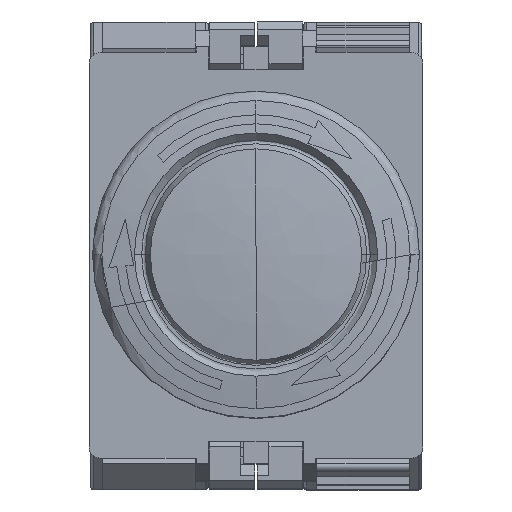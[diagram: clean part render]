
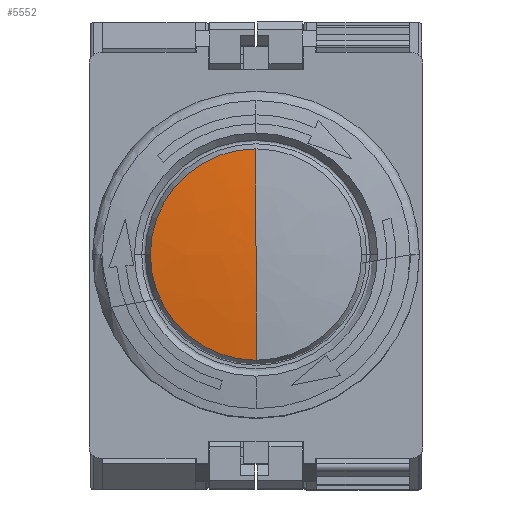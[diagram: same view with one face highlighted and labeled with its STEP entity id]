
A CAD part, top view. The second image highlights one B-rep face of the part: STEP entity #5552.
In plain terms, the highlighted free-form (B-spline) face has degree [3, 3] with [4, 4] control points.
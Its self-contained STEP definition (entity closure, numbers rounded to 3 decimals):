
#103 = VERTEX_POINT ( 'NONE', #7414 ) ;
#1025 = CARTESIAN_POINT ( 'NONE',  ( 0., 0., 0. ) ) ;
#1680 = CIRCLE ( 'NONE', #18235, 80. ) ;
#2619 = EDGE_LOOP ( 'NONE', ( #4885, #5257, #5690, #3169 ) ) ;
#2669 = CIRCLE ( 'NONE', #19246, 80. ) ;
#3169 = ORIENTED_EDGE ( 'NONE', *, *, #18843, .T. ) ;
#3235 = CARTESIAN_POINT ( 'NONE',  ( -6.269, 3.134, 0. ) ) ;
#4885 = ORIENTED_EDGE ( 'NONE', *, *, #19076, .T. ) ;
#5257 = ORIENTED_EDGE ( 'NONE', *, *, #11992, .T. ) ;
#5466 = CARTESIAN_POINT ( 'NONE',  ( -12.526, -6.263, -0.184 ) ) ;
#5552 = ADVANCED_FACE ( 'NONE', ( #21188 ), #14772, .F. ) ;
#5690 = ORIENTED_EDGE ( 'NONE', *, *, #24762, .F. ) ;
#5704 = DIRECTION ( 'NONE',  ( -1., 0., 0. ) ) ;
#7414 = CARTESIAN_POINT ( 'NONE',  ( 0., -9.376, -0.551 ) ) ;
#7682 = CARTESIAN_POINT ( 'NONE',  ( 0., -9.376, -0.551 ) ) ;
#8538 = DIRECTION ( 'NONE',  ( 1., 0., 0. ) ) ;
#9162 = CARTESIAN_POINT ( 'NONE',  ( 0., 0., -0.551 ) ) ;
#9898 = CARTESIAN_POINT ( 'NONE',  ( 0., 9.376, -0.551 ) ) ;
#9969 = CARTESIAN_POINT ( 'NONE',  ( 0., 0., -0.551 ) ) ;
#10041 = CARTESIAN_POINT ( 'NONE',  ( 0., 0., 0. ) ) ;
#10984 = CIRCLE ( 'NONE', #27568, 9.376 ) ;
#11992 = EDGE_CURVE ( 'NONE', #103, #25399, #1680, .T. ) ;
#12269 = CARTESIAN_POINT ( 'NONE',  ( -6.269, -3.134, 0. ) ) ;
#12902 = AXIS2_PLACEMENT_3D ( 'NONE', #9162, #18230, #27271 ) ;
#14505 = CARTESIAN_POINT ( 'NONE',  ( 0., -6.263, -0.184 ) ) ;
#14745 = DIRECTION ( 'NONE',  ( 0., 0., -1. ) ) ;
#14772 =( BOUNDED_SURFACE ( )  B_SPLINE_SURFACE ( 3, 3, ( 
 ( #9898, #18957, #27996, #7682 ),
 ( #16731, #25776, #5466, #14505 ),
 ( #23556, #3235, #12269, #21326 ),
 ( #1025, #10041, #19104, #28139 ) ),
 .UNSPECIFIED., .F., .F., .F. ) 
 B_SPLINE_SURFACE_WITH_KNOTS ( ( 4, 4 ),
 ( 4, 4 ),
 ( 0., 1. ),
 ( 0., 1. ),
 .UNSPECIFIED. ) 
 GEOMETRIC_REPRESENTATION_ITEM ( )  RATIONAL_B_SPLINE_SURFACE ( (
 ( 1., 0.333, 0.333, 1.),
 ( 0.999, 0.333, 0.333, 0.999),
 ( 0.999, 0.333, 0.333, 0.999),
 ( 1., 0.333, 0.333, 1.) ) ) 
 REPRESENTATION_ITEM ( '' )  SURFACE ( )  );
#16731 = CARTESIAN_POINT ( 'NONE',  ( 0., 6.263, -0.184 ) ) ;
#17596 = DIRECTION ( 'NONE',  ( 0., 0., -1. ) ) ;
#18230 = DIRECTION ( 'NONE',  ( 0., 0., 1. ) ) ;
#18235 = AXIS2_PLACEMENT_3D ( 'NONE', #26011, #5704, #14745 ) ;
#18743 = CARTESIAN_POINT ( 'NONE',  ( 0., 0., 0. ) ) ;
#18796 = VERTEX_POINT ( 'NONE', #25562 ) ;
#18843 = EDGE_CURVE ( 'NONE', #18796, #28528, #10984, .T. ) ;
#18957 = CARTESIAN_POINT ( 'NONE',  ( -18.752, 9.376, -0.551 ) ) ;
#19039 = DIRECTION ( 'NONE',  ( 0., 0., 1. ) ) ;
#19076 = EDGE_CURVE ( 'NONE', #28528, #103, #25692, .T. ) ;
#19104 = CARTESIAN_POINT ( 'NONE',  ( 0., 0., 0. ) ) ;
#19246 = AXIS2_PLACEMENT_3D ( 'NONE', #28853, #8538, #17596 ) ;
#21188 = FACE_OUTER_BOUND ( 'NONE', #2619, .T. ) ;
#21326 = CARTESIAN_POINT ( 'NONE',  ( 0., -3.134, 0. ) ) ;
#23556 = CARTESIAN_POINT ( 'NONE',  ( 0., 3.134, 0. ) ) ;
#23894 = CARTESIAN_POINT ( 'NONE',  ( -9.376, 0., -0.551 ) ) ;
#24762 = EDGE_CURVE ( 'NONE', #18796, #25399, #2669, .T. ) ;
#25399 = VERTEX_POINT ( 'NONE', #18743 ) ;
#25562 = CARTESIAN_POINT ( 'NONE',  ( 0., 9.376, -0.551 ) ) ;
#25692 = CIRCLE ( 'NONE', #12902, 9.376 ) ;
#25776 = CARTESIAN_POINT ( 'NONE',  ( -12.526, 6.263, -0.184 ) ) ;
#26011 = CARTESIAN_POINT ( 'NONE',  ( 0., 0., -80. ) ) ;
#27271 = DIRECTION ( 'NONE',  ( -1., 0., 0. ) ) ;
#27568 = AXIS2_PLACEMENT_3D ( 'NONE', #9969, #19039, #28070 ) ;
#27996 = CARTESIAN_POINT ( 'NONE',  ( -18.752, -9.376, -0.551 ) ) ;
#28070 = DIRECTION ( 'NONE',  ( -1., 0., 0. ) ) ;
#28139 = CARTESIAN_POINT ( 'NONE',  ( 0., 0., 0. ) ) ;
#28528 = VERTEX_POINT ( 'NONE', #23894 ) ;
#28853 = CARTESIAN_POINT ( 'NONE',  ( 0., 0., -80. ) ) ;
